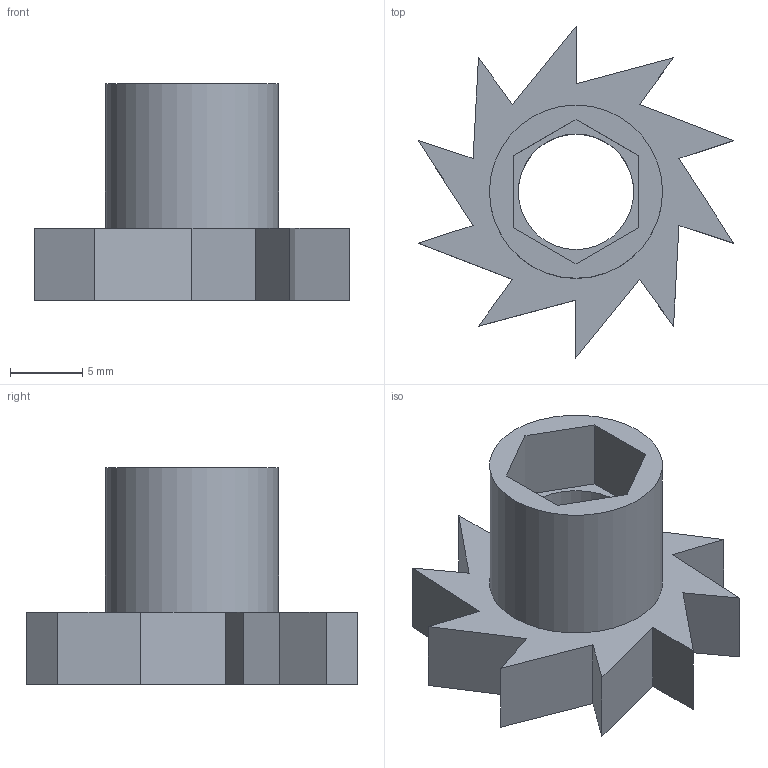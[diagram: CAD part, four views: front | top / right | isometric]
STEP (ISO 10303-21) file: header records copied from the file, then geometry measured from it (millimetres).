
FILE_DESCRIPTION(/* description */ ('STEP AP214'),/* implementation_level */ '2;1');
FILE_NAME(/* name */ '5ff810e61b22901591cf116f',/* time_stamp */ '2021-01-08T07:59:35+00:00',/* author */ (''),/* organization */ (''),/* preprocessor_version */ 'ST-DEVELOPER v18.1',/* originating_system */ ' ',/* authorisation */ ' ');
FILE_SCHEMA (('AUTOMOTIVE_DESIGN {1 0 10303 214 3 1 1}'));
Length unit declared in the file: metre
Products named in the file (1): Part 1
Bounding box: 21.87 x 23 x 15 mm (x, y, z)
Volume: 1571 mm3; surface area: 1734.6 mm2
Topology: 1 solids, 1 shells, 32 faces, 84 edges, 56 vertices
Faces by surface type: plane 30, cylinder 2
Full cylindrical faces by diameter (mm): 8 x1, 12 x1
Entity records: 996 total; most frequent: CARTESIAN_POINT 171, ORIENTED_EDGE 164, DIRECTION 152, EDGE_CURVE 82, LINE 78, VECTOR 78, VERTEX_POINT 56, EDGE_LOOP 38
